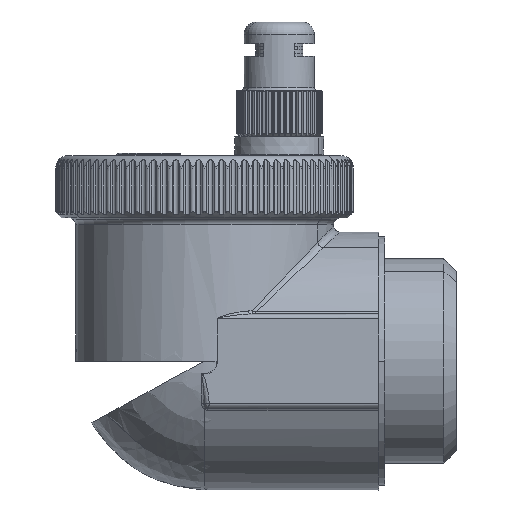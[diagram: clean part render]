
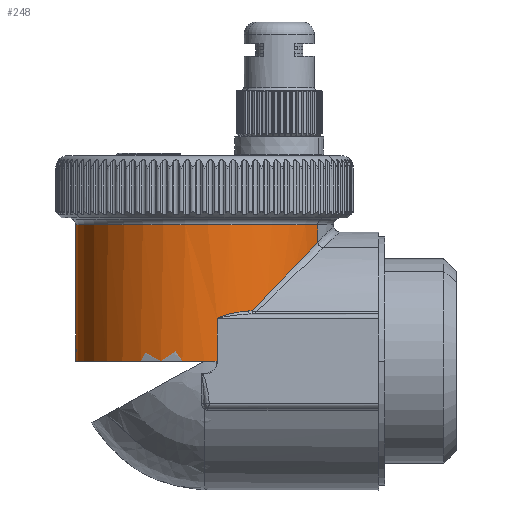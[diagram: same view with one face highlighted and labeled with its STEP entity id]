
A CAD part, left-side view. The second image highlights one B-rep face of the part: STEP entity #248.
In plain terms, the highlighted cylindrical face has radius 20.75 mm (diameter 41.5 mm), a partial arc.
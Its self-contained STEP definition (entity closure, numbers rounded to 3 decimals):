
#97=CARTESIAN_POINT('Vertex',(-9.948,-18.21,-0.638)) ;
#99=CARTESIAN_POINT('Vertex',(9.948,18.21,-0.638)) ;
#124=CARTESIAN_POINT('Axis2P3D Location',(0.,0.,-0.638)) ;
#136=CARTESIAN_POINT('Axis2P3D Location',(0.,0.,-6.6)) ;
#142=CARTESIAN_POINT('Control Point',(-9.948,-18.21,-3.463)) ;
#143=CARTESIAN_POINT('Control Point',(-12.794,-16.655,-5.092)) ;
#144=CARTESIAN_POINT('Control Point',(-15.129,-14.654,-7.19)) ;
#145=CARTESIAN_POINT('Control Point',(-16.926,-12.453,-9.496)) ;
#146=CARTESIAN_POINT('Control Point',(-18.303,-10.116,-11.947)) ;
#147=CARTESIAN_POINT('Control Point',(-19.268,-7.702,-14.477)) ;
#148=CARTESIAN_POINT('Vertex',(-19.268,-7.702,-14.477)) ;
#150=CARTESIAN_POINT('Vertex',(-9.948,-18.21,-3.463)) ;
#153=CARTESIAN_POINT('Line Origine',(-9.948,-18.21,-11.305)) ;
#158=CARTESIAN_POINT('Line Origine',(9.948,18.21,-11.305)) ;
#162=CARTESIAN_POINT('Vertex',(9.948,18.21,-22.55)) ;
#165=CARTESIAN_POINT('Axis2P3D Location',(0.,0.,-22.55)) ;
#169=CARTESIAN_POINT('Vertex',(-20.75,0.001,-22.551)) ;
#173=CARTESIAN_POINT('Control Point',(-20.75,0.,-22.55)) ;
#174=CARTESIAN_POINT('Control Point',(-20.75,0.,-22.55)) ;
#175=CARTESIAN_POINT('Control Point',(-20.75,0.001,-22.55)) ;
#176=CARTESIAN_POINT('Control Point',(-20.75,0.001,-22.55)) ;
#177=CARTESIAN_POINT('Control Point',(-20.75,0.001,-22.55)) ;
#178=CARTESIAN_POINT('Control Point',(-20.75,0.002,-22.55)) ;
#179=CARTESIAN_POINT('Vertex',(-20.75,0.,-22.55)) ;
#183=CARTESIAN_POINT('Control Point',(-20.75,0.,-22.55)) ;
#184=CARTESIAN_POINT('Control Point',(-20.75,-0.001,-22.55)) ;
#185=CARTESIAN_POINT('Control Point',(-20.75,-0.002,-22.55)) ;
#186=CARTESIAN_POINT('Control Point',(-20.75,-0.002,-22.55)) ;
#187=CARTESIAN_POINT('Vertex',(-20.75,-0.002,-22.55)) ;
#190=CARTESIAN_POINT('Axis2P3D Location',(0.,0.,-22.55)) ;
#194=CARTESIAN_POINT('Vertex',(-20.652,-2.011,-22.55)) ;
#197=CARTESIAN_POINT('Line Origine',(-20.652,-2.011,-11.305)) ;
#201=CARTESIAN_POINT('Vertex',(-20.652,-2.011,-15.783)) ;
#205=CARTESIAN_POINT('Control Point',(-19.502,-7.088,-14.498)) ;
#206=CARTESIAN_POINT('Control Point',(-19.644,-6.697,-14.511)) ;
#207=CARTESIAN_POINT('Control Point',(-19.776,-6.304,-14.543)) ;
#208=CARTESIAN_POINT('Control Point',(-19.897,-5.911,-14.591)) ;
#209=CARTESIAN_POINT('Control Point',(-20.103,-5.175,-14.702)) ;
#210=CARTESIAN_POINT('Control Point',(-20.274,-4.438,-14.853)) ;
#211=CARTESIAN_POINT('Control Point',(-20.346,-4.096,-14.93)) ;
#212=CARTESIAN_POINT('Control Point',(-20.441,-3.593,-15.055)) ;
#213=CARTESIAN_POINT('Control Point',(-20.519,-3.092,-15.202)) ;
#214=CARTESIAN_POINT('Control Point',(-20.543,-2.931,-15.253)) ;
#215=CARTESIAN_POINT('Control Point',(-20.575,-2.695,-15.332)) ;
#216=CARTESIAN_POINT('Control Point',(-20.604,-2.461,-15.426)) ;
#217=CARTESIAN_POINT('Control Point',(-20.612,-2.387,-15.459)) ;
#218=CARTESIAN_POINT('Control Point',(-20.624,-2.284,-15.507)) ;
#219=CARTESIAN_POINT('Control Point',(-20.635,-2.186,-15.567)) ;
#220=CARTESIAN_POINT('Control Point',(-20.637,-2.159,-15.584)) ;
#221=CARTESIAN_POINT('Control Point',(-20.643,-2.103,-15.624)) ;
#222=CARTESIAN_POINT('Control Point',(-20.648,-2.054,-15.673)) ;
#223=CARTESIAN_POINT('Control Point',(-20.651,-2.027,-15.701)) ;
#224=CARTESIAN_POINT('Control Point',(-20.652,-2.011,-15.742)) ;
#225=CARTESIAN_POINT('Control Point',(-20.652,-2.011,-15.783)) ;
#226=CARTESIAN_POINT('Vertex',(-19.502,-7.088,-14.498)) ;
#230=CARTESIAN_POINT('Control Point',(-19.268,-7.702,-14.477)) ;
#231=CARTESIAN_POINT('Control Point',(-19.349,-7.498,-14.484)) ;
#232=CARTESIAN_POINT('Control Point',(-19.427,-7.294,-14.491)) ;
#233=CARTESIAN_POINT('Control Point',(-19.502,-7.088,-14.498)) ;
#155=VECTOR('Line Direction',#154,1.) ;
#160=VECTOR('Line Direction',#159,1.) ;
#199=VECTOR('Line Direction',#198,1.) ;
#125=DIRECTION('Axis2P3D Direction',(0.,0.,1.)) ;
#137=DIRECTION('Axis2P3D Direction',(0.,0.,-1.)) ;
#138=DIRECTION('Axis2P3D XDirection',(0.479,0.878,0.)) ;
#154=DIRECTION('Vector Direction',(0.,0.,-1.)) ;
#159=DIRECTION('Vector Direction',(0.,0.,-1.)) ;
#166=DIRECTION('Axis2P3D Direction',(0.,0.,-1.)) ;
#191=DIRECTION('Axis2P3D Direction',(0.,0.,-1.)) ;
#198=DIRECTION('Vector Direction',(0.,0.,-1.)) ;
#126=AXIS2_PLACEMENT_3D('Circle Axis2P3D',#124,#125,$) ;
#139=AXIS2_PLACEMENT_3D('Cylinder Axis2P3D',#136,#137,#138) ;
#167=AXIS2_PLACEMENT_3D('Circle Axis2P3D',#165,#166,$) ;
#192=AXIS2_PLACEMENT_3D('Circle Axis2P3D',#190,#191,$) ;
#156=LINE('Line',#153,#155) ;
#161=LINE('Line',#158,#160) ;
#200=LINE('Line',#197,#199) ;
#127=CIRCLE('generated circle',#126,20.75) ;
#168=CIRCLE('generated circle',#167,20.75) ;
#193=CIRCLE('generated circle',#192,20.75) ;
#140=CYLINDRICAL_SURFACE('generated cylinder',#139,20.75) ;
#128=EDGE_CURVE('',#100,#98,#127,.T.) ;
#152=EDGE_CURVE('',#149,#151,#141,.F.) ;
#157=EDGE_CURVE('',#98,#151,#156,.T.) ;
#164=EDGE_CURVE('',#100,#163,#161,.T.) ;
#171=EDGE_CURVE('',#170,#163,#168,.T.) ;
#181=EDGE_CURVE('',#180,#170,#172,.T.) ;
#189=EDGE_CURVE('',#180,#188,#182,.T.) ;
#196=EDGE_CURVE('',#195,#188,#193,.T.) ;
#203=EDGE_CURVE('',#195,#202,#200,.F.) ;
#228=EDGE_CURVE('',#202,#227,#204,.F.) ;
#234=EDGE_CURVE('',#227,#149,#229,.F.) ;
#236=ORIENTED_EDGE('',*,*,#152,.T.) ;
#237=ORIENTED_EDGE('',*,*,#157,.F.) ;
#238=ORIENTED_EDGE('',*,*,#128,.F.) ;
#239=ORIENTED_EDGE('',*,*,#164,.T.) ;
#240=ORIENTED_EDGE('',*,*,#171,.F.) ;
#241=ORIENTED_EDGE('',*,*,#181,.F.) ;
#242=ORIENTED_EDGE('',*,*,#189,.T.) ;
#243=ORIENTED_EDGE('',*,*,#196,.F.) ;
#244=ORIENTED_EDGE('',*,*,#203,.T.) ;
#245=ORIENTED_EDGE('',*,*,#228,.T.) ;
#246=ORIENTED_EDGE('',*,*,#234,.T.) ;
#235=EDGE_LOOP('',(#236,#237,#238,#239,#240,#241,#242,#243,#244,#245,#246)) ;
#98=VERTEX_POINT('',#97) ;
#100=VERTEX_POINT('',#99) ;
#149=VERTEX_POINT('',#148) ;
#151=VERTEX_POINT('',#150) ;
#163=VERTEX_POINT('',#162) ;
#170=VERTEX_POINT('',#169) ;
#180=VERTEX_POINT('',#179) ;
#188=VERTEX_POINT('',#187) ;
#195=VERTEX_POINT('',#194) ;
#202=VERTEX_POINT('',#201) ;
#227=VERTEX_POINT('',#226) ;
#248=ADVANCED_FACE('PartBody',(#247),#140,.T.) ;
#141=B_SPLINE_CURVE_WITH_KNOTS('',5,(#142,#143,#144,#145,#146,#147),.UNSPECIFIED.,.F.,.U.,(6,6),(19.065,44.716),.UNSPECIFIED.) ;
#172=B_SPLINE_CURVE_WITH_KNOTS('',5,(#173,#174,#175,#176,#177,#178),.UNSPECIFIED.,.F.,.U.,(6,6),(0.,0.002),.UNSPECIFIED.) ;
#182=B_SPLINE_CURVE_WITH_KNOTS('',3,(#183,#184,#185,#186),.UNSPECIFIED.,.F.,.U.,(4,4),(0.,0.003),.UNSPECIFIED.) ;
#204=B_SPLINE_CURVE_WITH_KNOTS('',5,(#205,#206,#207,#208,#209,#210,#211,#212,#213,#214,#215,#216,#217,#218,#219,#220,#221,#222,#223,#224,#225),.UNSPECIFIED.,.F.,.U.,(6,3,3,3,3,3,6),(6.662,9.581,12.104,13.299,13.869,14.088,14.329),.UNSPECIFIED.) ;
#229=B_SPLINE_CURVE_WITH_KNOTS('',3,(#230,#231,#232,#233),.UNSPECIFIED.,.F.,.U.,(4,4),(39.265,40.206),.UNSPECIFIED.) ;
#247=FACE_OUTER_BOUND('',#235,.T.) ;
